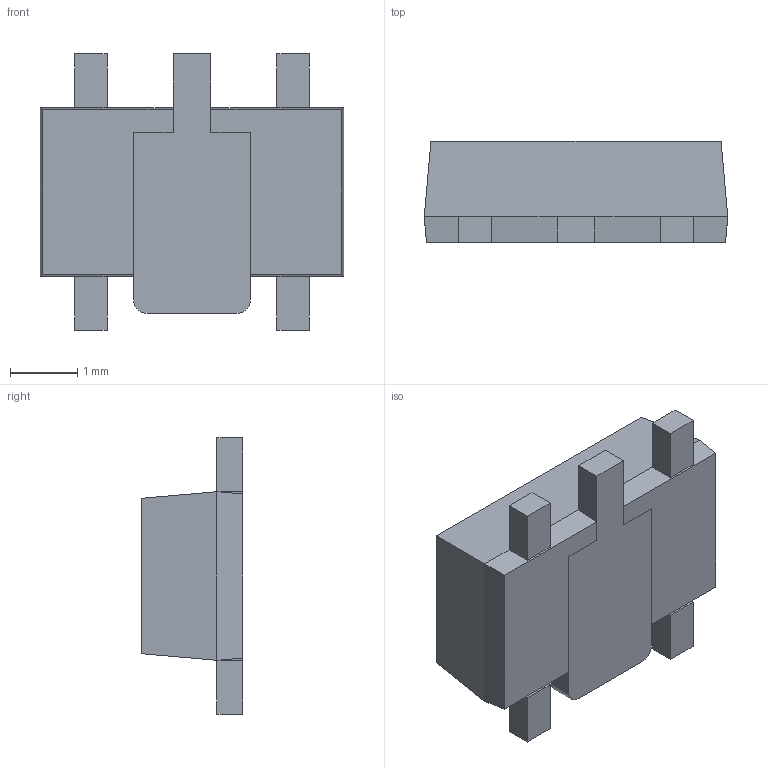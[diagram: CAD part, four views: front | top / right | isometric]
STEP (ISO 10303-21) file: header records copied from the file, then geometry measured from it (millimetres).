
FILE_DESCRIPTION (( 'STEP AP214' ), '1' );
FILE_NAME ('AL8861Y-13.STEP', '2021-05-25T13:36:02', ( '' ), ( '' ), 'SwSTEP 2.0', 'SolidWorks 2018', '' );
FILE_SCHEMA (( 'AUTOMOTIVE_DESIGN' ));
Length unit declared in the file: millimetre
Products named in the file (2): AL8861Y-13
Bounding box: 4.5 x 1.5 x 4.1 mm (x, y, z)
Volume: 17.2 mm3; surface area: 64.5 mm2
Topology: 6 solids, 6 shells, 56 faces, 124 edges, 80 vertices
Faces by surface type: plane 54, cylinder 2
Entity records: 2218 total; most frequent: CARTESIAN_POINT 262, ORIENTED_EDGE 248, DIRECTION 244, EDGE_CURVE 124, LINE 120, VECTOR 120, VERTEX_POINT 80, UNCERTAINTY_MEASURE_WITH_UNIT 64
